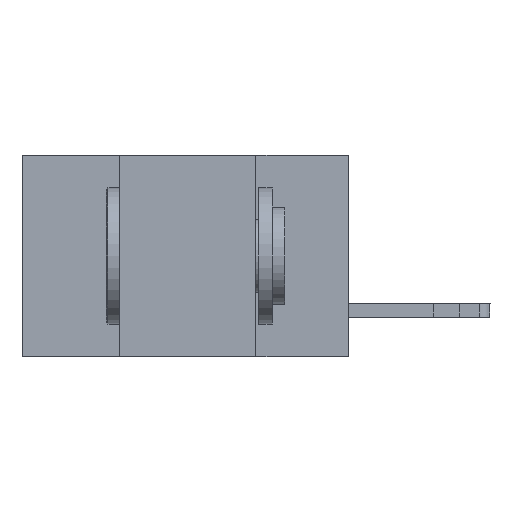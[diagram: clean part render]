
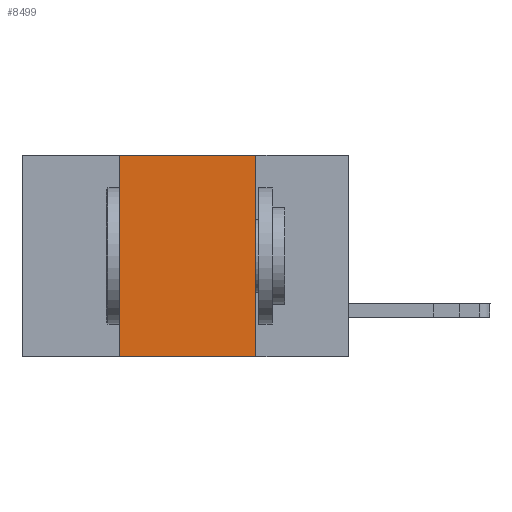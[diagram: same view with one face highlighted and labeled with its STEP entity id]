
A CAD part, left-side view. The second image highlights one B-rep face of the part: STEP entity #8499.
In plain terms, the highlighted planar face has unit normal (-1, 0, 0).
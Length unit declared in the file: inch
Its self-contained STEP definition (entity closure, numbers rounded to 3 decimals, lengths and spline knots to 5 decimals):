
#465 = DIRECTION ( 'NONE',  ( 1., 0., 0. ) ) ;
#614 = LINE ( 'NONE', #11514, #14317 ) ;
#939 = VERTEX_POINT ( 'NONE', #7723 ) ;
#1056 = CARTESIAN_POINT ( 'NONE',  ( 0., 0.17, -0.37 ) ) ;
#1718 = VERTEX_POINT ( 'NONE', #8449 ) ;
#2043 = ORIENTED_EDGE ( 'NONE', *, *, #18388, .F. ) ;
#2130 = EDGE_CURVE ( 'NONE', #7892, #13013, #3020, .T. ) ;
#2520 = DIRECTION ( 'NONE',  ( 0., -1., 0. ) ) ;
#3020 = LINE ( 'NONE', #3113, #15132 ) ;
#3113 = CARTESIAN_POINT ( 'NONE',  ( 0., 0.6, -0.37 ) ) ;
#3268 = AXIS2_PLACEMENT_3D ( 'NONE', #13600, #465, #12191 ) ;
#3621 = PLANE ( 'NONE',  #3268 ) ;
#4147 = EDGE_CURVE ( 'NONE', #7892, #939, #15611, .T. ) ;
#5408 = VECTOR ( 'NONE', #2520, 39.37008 ) ;
#6970 = EDGE_LOOP ( 'NONE', ( #9598, #2043, #12436, #9170 ) ) ;
#7723 = CARTESIAN_POINT ( 'NONE',  ( 0., 0.42, 0. ) ) ;
#7892 = VERTEX_POINT ( 'NONE', #11843 ) ;
#8073 = DIRECTION ( 'NONE',  ( 0., 0., 1. ) ) ;
#8449 = CARTESIAN_POINT ( 'NONE',  ( 0., 0.17, 0. ) ) ;
#8499 = ADVANCED_FACE ( 'NONE', ( #16466 ), #3621, .F. ) ;
#9170 = ORIENTED_EDGE ( 'NONE', *, *, #2130, .T. ) ;
#9598 = ORIENTED_EDGE ( 'NONE', *, *, #12317, .F. ) ;
#10707 = VECTOR ( 'NONE', #8073, 39.37008 ) ;
#10911 = CARTESIAN_POINT ( 'NONE',  ( 0., 0.42, -0.37 ) ) ;
#11514 = CARTESIAN_POINT ( 'NONE',  ( 0., 0.17, -0.37 ) ) ;
#11843 = CARTESIAN_POINT ( 'NONE',  ( 0., 0.42, -0.37 ) ) ;
#12191 = DIRECTION ( 'NONE',  ( 0., 0., -1. ) ) ;
#12317 = EDGE_CURVE ( 'NONE', #1718, #13013, #614, .T. ) ;
#12436 = ORIENTED_EDGE ( 'NONE', *, *, #4147, .F. ) ;
#12616 = CARTESIAN_POINT ( 'NONE',  ( 0., 0.6, 0. ) ) ;
#13013 = VERTEX_POINT ( 'NONE', #1056 ) ;
#13192 = DIRECTION ( 'NONE',  ( 0., -1., 0. ) ) ;
#13600 = CARTESIAN_POINT ( 'NONE',  ( 0., 0.6, 0. ) ) ;
#14317 = VECTOR ( 'NONE', #17381, 39.37008 ) ;
#15132 = VECTOR ( 'NONE', #13192, 39.37008 ) ;
#15611 = LINE ( 'NONE', #10911, #10707 ) ;
#15649 = LINE ( 'NONE', #12616, #5408 ) ;
#16466 = FACE_OUTER_BOUND ( 'NONE', #6970, .T. ) ;
#17381 = DIRECTION ( 'NONE',  ( 0., 0., -1. ) ) ;
#18388 = EDGE_CURVE ( 'NONE', #939, #1718, #15649, .T. ) ;
